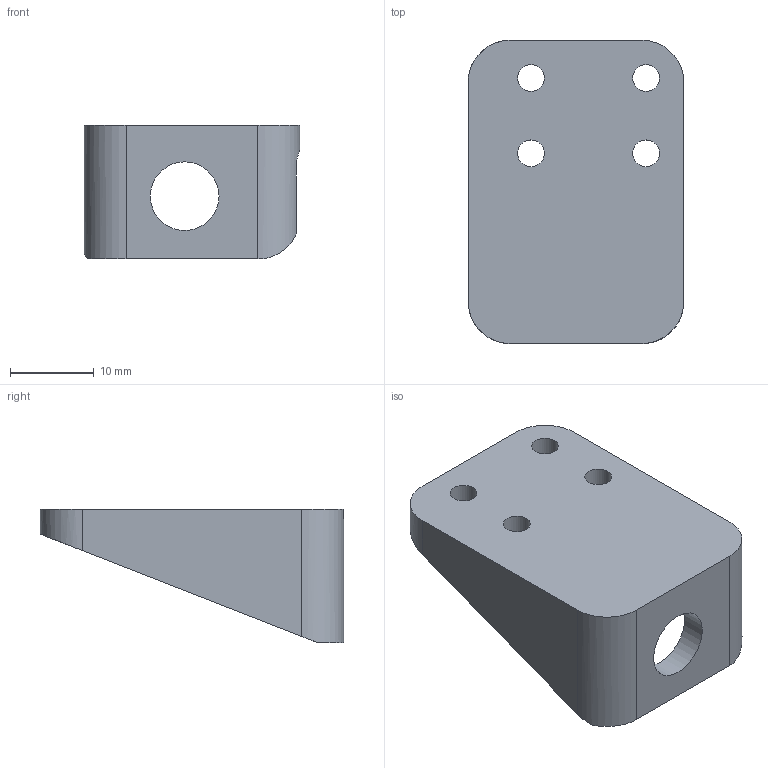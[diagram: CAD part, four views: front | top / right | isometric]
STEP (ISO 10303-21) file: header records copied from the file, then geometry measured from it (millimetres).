
FILE_DESCRIPTION(/* description */ (''),/* implementation_level */ '2;1');
FILE_NAME(/* name */ 'PINDA mount.step',/* time_stamp */ '2021-09-09T01:39:50+08:00',/* author */ (''),/* organization */ (''),/* preprocessor_version */ 'ST-DEVELOPER v18.1',/* originating_system */ 'Autodesk Translation Framework v10.10.0.1391',/* authorisation */ '');
FILE_SCHEMA (('AUTOMOTIVE_DESIGN { 1 0 10303 214 3 1 1 }'));
Length unit declared in the file: millimetre
Products named in the file (1): PINDA mount
Bounding box: 25.75 x 36.2 x 16 mm (x, y, z)
Volume: 3850.2 mm3; surface area: 3285.6 mm2
Topology: 1 solids, 1 shells, 25 faces, 65 edges, 42 vertices
Faces by surface type: cylinder 14, plane 11
Full cylindrical faces by diameter (mm): 3.2 x4, 8.2 x1
Entity records: 852 total; most frequent: CARTESIAN_POINT 166, DIRECTION 139, ORIENTED_EDGE 130, EDGE_CURVE 65, AXIS2_PLACEMENT_3D 51, VERTEX_POINT 42, LINE 37, VECTOR 37
